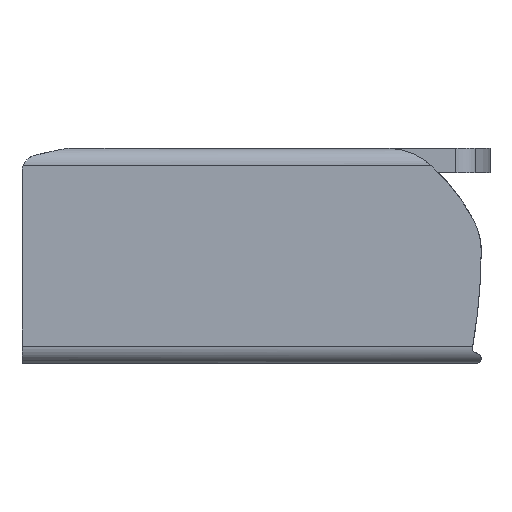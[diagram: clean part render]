
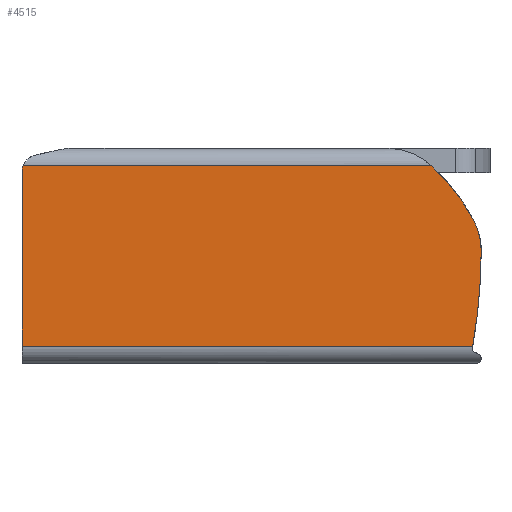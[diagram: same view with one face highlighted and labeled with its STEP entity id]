
A CAD part, front view. The second image highlights one B-rep face of the part: STEP entity #4515.
In plain terms, the highlighted planar face has unit normal (0, -1, 0).
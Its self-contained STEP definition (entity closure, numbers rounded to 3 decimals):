
#130=PLANE('',#4884);
#323=FACE_OUTER_BOUND('',#554,.T.);
#554=EDGE_LOOP('',(#3836,#3837,#3838,#3839,#3840,#3841,#3842));
#632=CIRCLE('',#4610,9.);
#751=CIRCLE('',#4885,0.8);
#752=CIRCLE('',#4886,25.75);
#753=CIRCLE('',#4887,2.9);
#1071=LINE('',#7312,#1516);
#1130=LINE('',#7523,#1575);
#1131=LINE('',#7525,#1576);
#1516=VECTOR('',#5745,1000.);
#1575=VECTOR('',#5918,1000.);
#1576=VECTOR('',#5919,1000.);
#1759=VERTEX_POINT('',#6338);
#1760=VERTEX_POINT('',#6343);
#2024=VERTEX_POINT('',#7301);
#2076=VERTEX_POINT('',#7520);
#2077=VERTEX_POINT('',#7522);
#2078=VERTEX_POINT('',#7524);
#2079=VERTEX_POINT('',#7526);
#2218=EDGE_CURVE('',#1760,#1759,#632,.T.);
#2605=EDGE_CURVE('',#1759,#2024,#1071,.T.);
#2690=EDGE_CURVE('',#2024,#2076,#751,.T.);
#2691=EDGE_CURVE('',#2076,#2077,#1130,.T.);
#2692=EDGE_CURVE('',#2078,#2077,#1131,.T.);
#2693=EDGE_CURVE('',#2078,#2079,#752,.T.);
#2694=EDGE_CURVE('',#2079,#1760,#753,.T.);
#3836=ORIENTED_EDGE('',*,*,#2605,.T.);
#3837=ORIENTED_EDGE('',*,*,#2690,.T.);
#3838=ORIENTED_EDGE('',*,*,#2691,.T.);
#3839=ORIENTED_EDGE('',*,*,#2692,.F.);
#3840=ORIENTED_EDGE('',*,*,#2693,.T.);
#3841=ORIENTED_EDGE('',*,*,#2694,.T.);
#3842=ORIENTED_EDGE('',*,*,#2218,.T.);
#4515=ADVANCED_FACE('',(#323),#130,.T.);
#4610=AXIS2_PLACEMENT_3D('',#6344,#5038,#5039);
#4884=AXIS2_PLACEMENT_3D('',#7519,#5914,#5915);
#4885=AXIS2_PLACEMENT_3D('',#7521,#5916,#5917);
#4886=AXIS2_PLACEMENT_3D('',#7527,#5920,#5921);
#4887=AXIS2_PLACEMENT_3D('',#7528,#5922,#5923);
#5038=DIRECTION('center_axis',(0.,-1.,0.));
#5039=DIRECTION('ref_axis',(1.,0.,0.));
#5745=DIRECTION('',(-1.,0.,0.));
#5914=DIRECTION('center_axis',(0.,-1.,0.));
#5915=DIRECTION('ref_axis',(1.,0.,0.));
#5916=DIRECTION('center_axis',(0.,-1.,0.));
#5917=DIRECTION('ref_axis',(1.,0.,0.));
#5918=DIRECTION('',(0.,0.,-1.));
#5919=DIRECTION('',(-1.,0.,0.));
#5920=DIRECTION('center_axis',(0.,-1.,0.));
#5921=DIRECTION('ref_axis',(1.,0.,0.));
#5922=DIRECTION('center_axis',(0.,-1.,0.));
#5923=DIRECTION('ref_axis',(1.,0.,0.));
#6338=CARTESIAN_POINT('',(18.626,-36.504,9.));
#6343=CARTESIAN_POINT('',(20.567,-36.504,6.501));
#6344=CARTESIAN_POINT('Origin',(12.6,-36.504,2.315));
#7301=CARTESIAN_POINT('',(0.053,-36.504,9.));
#7312=CARTESIAN_POINT('',(20.9,-36.504,9.));
#7519=CARTESIAN_POINT('Origin',(0.8,-36.504,8.714));
#7520=CARTESIAN_POINT('',(0.,-36.504,8.714));
#7521=CARTESIAN_POINT('Origin',(0.8,-36.504,8.714));
#7522=CARTESIAN_POINT('',(0.,-36.504,0.8));
#7523=CARTESIAN_POINT('',(0.,-36.504,8.714));
#7524=CARTESIAN_POINT('',(20.513,-36.504,0.8));
#7525=CARTESIAN_POINT('',(20.9,-36.504,0.8));
#7526=CARTESIAN_POINT('',(20.9,-36.504,5.14));
#7527=CARTESIAN_POINT('Origin',(-4.85,-36.504,5.25));
#7528=CARTESIAN_POINT('Origin',(18.,-36.504,5.152));
